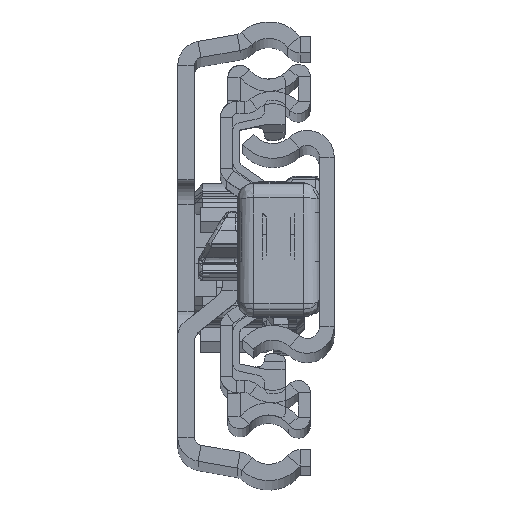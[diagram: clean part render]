
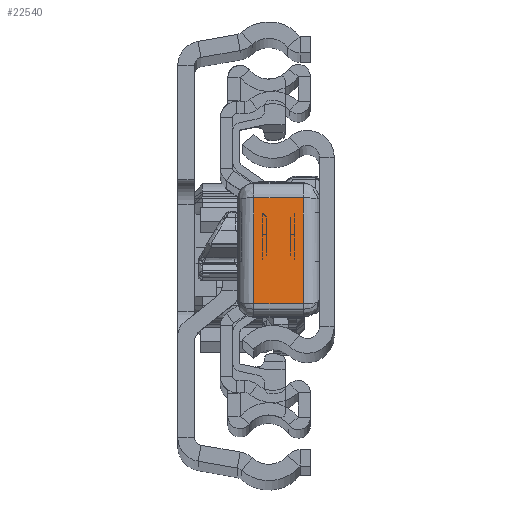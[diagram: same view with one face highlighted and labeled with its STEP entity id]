
A CAD part, top view. The second image highlights one B-rep face of the part: STEP entity #22540.
In plain terms, the highlighted face is planar.
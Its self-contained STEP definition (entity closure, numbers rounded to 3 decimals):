
#3981 = CARTESIAN_POINT ( 'NONE',  ( 39.636, 0.361, 5.5 ) ) ;
#5312 = VERTEX_POINT ( 'NONE', #16750 ) ;
#5708 = DIRECTION ( 'NONE',  ( 0., 0., -1. ) ) ;
#5748 = DIRECTION ( 'NONE',  ( 0., 1., 0. ) ) ;
#6203 = VERTEX_POINT ( 'NONE', #38646 ) ;
#6807 = VECTOR ( 'NONE', #54968, 1000. ) ;
#8180 = VERTEX_POINT ( 'NONE', #33773 ) ;
#10010 = CARTESIAN_POINT ( 'NONE',  ( 39.636, 0., 2. ) ) ;
#10811 = VERTEX_POINT ( 'NONE', #53077 ) ;
#13063 = DIRECTION ( 'NONE',  ( 0., 0., -1. ) ) ;
#13701 = LINE ( 'NONE', #3981, #41020 ) ;
#16750 = CARTESIAN_POINT ( 'NONE',  ( 39.636, 0.361, 8. ) ) ;
#21193 = ORIENTED_EDGE ( 'NONE', *, *, #23544, .T. ) ;
#22540 = ADVANCED_FACE ( 'NONE', ( #55605 ), #47058, .F. ) ;
#22745 = VECTOR ( 'NONE', #5748, 1000. ) ;
#23544 = EDGE_CURVE ( 'NONE', #8180, #6203, #31929, .T. ) ;
#24616 = LINE ( 'NONE', #10010, #22745 ) ;
#26604 = ORIENTED_EDGE ( 'NONE', *, *, #39145, .T. ) ;
#26943 = VECTOR ( 'NONE', #13063, 1000. ) ;
#31929 = LINE ( 'NONE', #45589, #26943 ) ;
#33217 = EDGE_CURVE ( 'NONE', #10811, #5312, #13701, .T. ) ;
#33773 = CARTESIAN_POINT ( 'NONE',  ( 39.636, -12.609, 8. ) ) ;
#35936 = ORIENTED_EDGE ( 'NONE', *, *, #45391, .T. ) ;
#38646 = CARTESIAN_POINT ( 'NONE',  ( 39.636, -12.609, 2. ) ) ;
#38789 = AXIS2_PLACEMENT_3D ( 'NONE', #56192, #60155, #5708 ) ;
#39145 = EDGE_CURVE ( 'NONE', #5312, #8180, #40700, .T. ) ;
#40700 = LINE ( 'NONE', #55569, #6807 ) ;
#41020 = VECTOR ( 'NONE', #54157, 1000. ) ;
#45391 = EDGE_CURVE ( 'NONE', #6203, #10811, #24616, .T. ) ;
#45589 = CARTESIAN_POINT ( 'NONE',  ( 39.636, -12.609, 5.5 ) ) ;
#47058 = PLANE ( 'NONE',  #38789 ) ;
#48552 = ORIENTED_EDGE ( 'NONE', *, *, #33217, .T. ) ;
#49683 = EDGE_LOOP ( 'NONE', ( #35936, #48552, #26604, #21193 ) ) ;
#53077 = CARTESIAN_POINT ( 'NONE',  ( 39.636, 0.361, 2. ) ) ;
#54157 = DIRECTION ( 'NONE',  ( 0., 0., 1. ) ) ;
#54968 = DIRECTION ( 'NONE',  ( 0., -1., 0. ) ) ;
#55569 = CARTESIAN_POINT ( 'NONE',  ( 39.636, 0., 8. ) ) ;
#55605 = FACE_OUTER_BOUND ( 'NONE', #49683, .T. ) ;
#56192 = CARTESIAN_POINT ( 'NONE',  ( 39.636, 0., 5.5 ) ) ;
#60155 = DIRECTION ( 'NONE',  ( -1., 0., 0. ) ) ;
